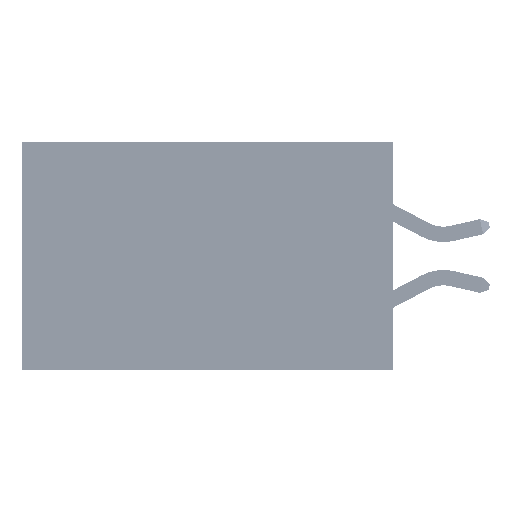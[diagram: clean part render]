
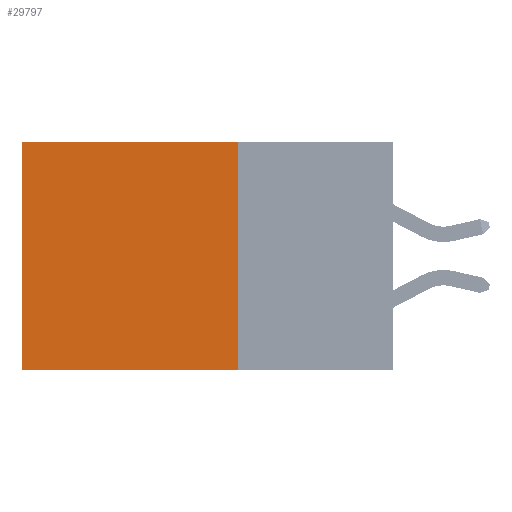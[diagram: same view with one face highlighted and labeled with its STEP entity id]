
A CAD part, left-side view. The second image highlights one B-rep face of the part: STEP entity #29797.
In plain terms, the highlighted planar face has unit normal (-1, 0, 0).
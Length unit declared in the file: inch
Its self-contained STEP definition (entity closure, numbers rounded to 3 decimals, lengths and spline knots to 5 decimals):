
#702 = EDGE_CURVE ( 'NONE', #10629, #11066, #27723, .T. ) ;
#1433 = VERTEX_POINT ( 'NONE', #19627 ) ;
#1659 = ORIENTED_EDGE ( 'NONE', *, *, #702, .F. ) ;
#1960 = ORIENTED_EDGE ( 'NONE', *, *, #25465, .F. ) ;
#5229 = LINE ( 'NONE', #6296, #8531 ) ;
#6296 = CARTESIAN_POINT ( 'NONE',  ( 0.2875, 0.6, 0. ) ) ;
#6494 = EDGE_LOOP ( 'NONE', ( #37810, #1960, #1659, #9612 ) ) ;
#6592 = DIRECTION ( 'NONE',  ( 0., 0., -1. ) ) ;
#6628 = CARTESIAN_POINT ( 'NONE',  ( 0.2875, 0.25, 0. ) ) ;
#6809 = FACE_OUTER_BOUND ( 'NONE', #6494, .T. ) ;
#6976 = EDGE_CURVE ( 'NONE', #17753, #1433, #5229, .T. ) ;
#8531 = VECTOR ( 'NONE', #6592, 39.37008 ) ;
#9612 = ORIENTED_EDGE ( 'NONE', *, *, #34266, .T. ) ;
#10470 = DIRECTION ( 'NONE',  ( 0., 0., -1. ) ) ;
#10629 = VERTEX_POINT ( 'NONE', #40448 ) ;
#11066 = VERTEX_POINT ( 'NONE', #17255 ) ;
#13144 = CARTESIAN_POINT ( 'NONE',  ( 0.2875, 0.6, 0. ) ) ;
#13790 = DIRECTION ( 'NONE',  ( 0., 0., -1. ) ) ;
#14840 = LINE ( 'NONE', #6628, #29434 ) ;
#17255 = CARTESIAN_POINT ( 'NONE',  ( 0.2875, 0.25, -0.37 ) ) ;
#17753 = VERTEX_POINT ( 'NONE', #13144 ) ;
#17805 = CARTESIAN_POINT ( 'NONE',  ( 0.2875, 0.25, 0. ) ) ;
#18501 = VECTOR ( 'NONE', #10470, 39.37008 ) ;
#19627 = CARTESIAN_POINT ( 'NONE',  ( 0.2875, 0.6, -0.37 ) ) ;
#20518 = DIRECTION ( 'NONE',  ( 1., 0., 0. ) ) ;
#20968 = CARTESIAN_POINT ( 'NONE',  ( 0.2875, 0.25, 0. ) ) ;
#25007 = LINE ( 'NONE', #35970, #31471 ) ;
#25465 = EDGE_CURVE ( 'NONE', #11066, #1433, #25007, .T. ) ;
#27723 = LINE ( 'NONE', #17805, #18501 ) ;
#29434 = VECTOR ( 'NONE', #33993, 39.37008 ) ;
#29797 = ADVANCED_FACE ( 'NONE', ( #6809 ), #41066, .F. ) ;
#31471 = VECTOR ( 'NONE', #42904, 39.37008 ) ;
#33993 = DIRECTION ( 'NONE',  ( 0., 1., 0. ) ) ;
#34266 = EDGE_CURVE ( 'NONE', #10629, #17753, #14840, .T. ) ;
#34888 = AXIS2_PLACEMENT_3D ( 'NONE', #20968, #20518, #13790 ) ;
#35970 = CARTESIAN_POINT ( 'NONE',  ( 0.2875, 0.25, -0.37 ) ) ;
#37810 = ORIENTED_EDGE ( 'NONE', *, *, #6976, .T. ) ;
#40448 = CARTESIAN_POINT ( 'NONE',  ( 0.2875, 0.25, 0. ) ) ;
#41066 = PLANE ( 'NONE',  #34888 ) ;
#42904 = DIRECTION ( 'NONE',  ( 0., 1., 0. ) ) ;
